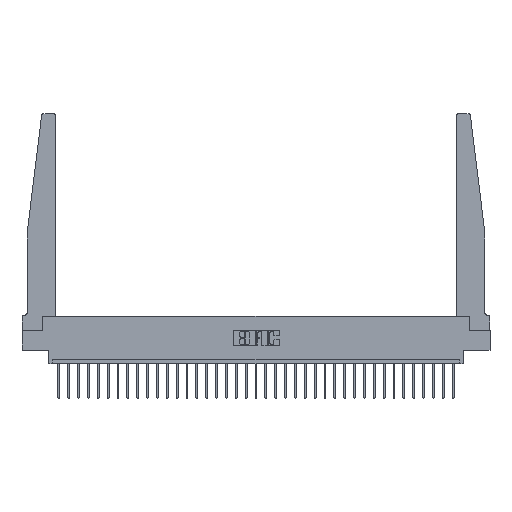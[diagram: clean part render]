
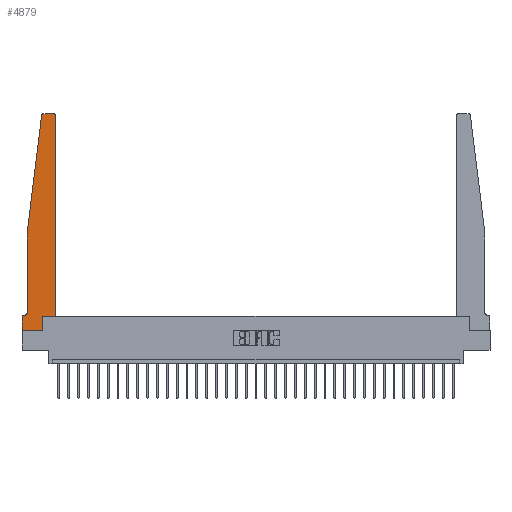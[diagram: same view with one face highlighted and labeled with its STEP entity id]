
A CAD part, top view. The second image highlights one B-rep face of the part: STEP entity #4879.
In plain terms, the highlighted planar face has unit normal (0, 0, 1).
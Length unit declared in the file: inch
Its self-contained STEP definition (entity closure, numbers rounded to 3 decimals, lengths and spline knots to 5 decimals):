
#114 = DIRECTION ( 'NONE',  ( 1., 0., 0. ) ) ;
#575 = EDGE_CURVE ( 'NONE', #30391, #24523, #20058, .T. ) ;
#1783 = CARTESIAN_POINT ( 'NONE',  ( 0.25, 2.75, 0.37 ) ) ;
#1964 = CARTESIAN_POINT ( 'NONE',  ( 0.015, 0.1875, 0.37 ) ) ;
#2485 = LINE ( 'NONE', #18914, #7275 ) ;
#2573 = DIRECTION ( 'NONE',  ( 1., 0., 0. ) ) ;
#3971 = VECTOR ( 'NONE', #24029, 39.37008 ) ;
#4266 = CARTESIAN_POINT ( 'NONE',  ( 0., 0.1875, 0.37 ) ) ;
#4879 = ADVANCED_FACE ( 'NONE', ( #6565 ), #25409, .T. ) ;
#5001 = DIRECTION ( 'NONE',  ( 0., -1., 0. ) ) ;
#5377 = EDGE_CURVE ( 'NONE', #19023, #22631, #19654, .T. ) ;
#5610 = DIRECTION ( 'NONE',  ( 1., 0., 0. ) ) ;
#5683 = CARTESIAN_POINT ( 'NONE',  ( 0.425, 0.18, 0.37 ) ) ;
#6363 = LINE ( 'NONE', #23009, #21975 ) ;
#6465 = AXIS2_PLACEMENT_3D ( 'NONE', #13288, #6550, #18629 ) ;
#6544 = VECTOR ( 'NONE', #5001, 39.37008 ) ;
#6550 = DIRECTION ( 'NONE',  ( 0., 0., -1. ) ) ;
#6565 = FACE_OUTER_BOUND ( 'NONE', #17882, .T. ) ;
#6886 = ORIENTED_EDGE ( 'NONE', *, *, #10393, .T. ) ;
#7131 = LINE ( 'NONE', #9623, #10553 ) ;
#7275 = VECTOR ( 'NONE', #114, 39.37008 ) ;
#7445 = CARTESIAN_POINT ( 'NONE',  ( 0.065, 1.25, 0.37 ) ) ;
#7471 = ORIENTED_EDGE ( 'NONE', *, *, #19584, .T. ) ;
#7703 = DIRECTION ( 'NONE',  ( 0., -1., 0. ) ) ;
#8249 = CARTESIAN_POINT ( 'NONE',  ( 0.395, 2.72, 0.37 ) ) ;
#8699 = DIRECTION ( 'NONE',  ( 0., 1., 0. ) ) ;
#8874 = CARTESIAN_POINT ( 'NONE',  ( 0.27653, 2.75, 0.37 ) ) ;
#9083 = CARTESIAN_POINT ( 'NONE',  ( 0., 0., 0.37 ) ) ;
#9287 = ORIENTED_EDGE ( 'NONE', *, *, #575, .T. ) ;
#9406 = EDGE_CURVE ( 'NONE', #19793, #29976, #22016, .T. ) ;
#9465 = CARTESIAN_POINT ( 'NONE',  ( 0.425, 0.18, 0.37 ) ) ;
#9623 = CARTESIAN_POINT ( 'NONE',  ( 0.065, 0.1875, 0.37 ) ) ;
#10393 = EDGE_CURVE ( 'NONE', #16846, #15390, #23165, .T. ) ;
#10473 = VERTEX_POINT ( 'NONE', #1964 ) ;
#10553 = VECTOR ( 'NONE', #23485, 39.37008 ) ;
#10580 = LINE ( 'NONE', #30155, #16431 ) ;
#10739 = EDGE_CURVE ( 'NONE', #24280, #12950, #24114, .T. ) ;
#10835 = ORIENTED_EDGE ( 'NONE', *, *, #14686, .T. ) ;
#11264 = DIRECTION ( 'NONE',  ( -1., 0., 0. ) ) ;
#11650 = ORIENTED_EDGE ( 'NONE', *, *, #21073, .T. ) ;
#11654 = AXIS2_PLACEMENT_3D ( 'NONE', #8249, #27067, #5610 ) ;
#11903 = EDGE_CURVE ( 'NONE', #22631, #16846, #13617, .T. ) ;
#11954 = CIRCLE ( 'NONE', #6465, 0.05 ) ;
#12950 = VERTEX_POINT ( 'NONE', #25424 ) ;
#13008 = VECTOR ( 'NONE', #22610, 39.37008 ) ;
#13288 = CARTESIAN_POINT ( 'NONE',  ( 0.015, 0.2375, 0.37 ) ) ;
#13325 = ORIENTED_EDGE ( 'NONE', *, *, #19610, .T. ) ;
#13358 = CARTESIAN_POINT ( 'NONE',  ( 0.2605, 0., 0.37 ) ) ;
#13617 = LINE ( 'NONE', #1783, #15631 ) ;
#14399 = CARTESIAN_POINT ( 'NONE',  ( 0.065, 1.25, 0.37 ) ) ;
#14686 = EDGE_CURVE ( 'NONE', #29976, #21340, #2485, .T. ) ;
#15390 = VERTEX_POINT ( 'NONE', #26029 ) ;
#15631 = VECTOR ( 'NONE', #11264, 39.37008 ) ;
#15814 = ORIENTED_EDGE ( 'NONE', *, *, #9406, .T. ) ;
#16431 = VECTOR ( 'NONE', #8699, 39.37008 ) ;
#16846 = VERTEX_POINT ( 'NONE', #8874 ) ;
#17386 = ORIENTED_EDGE ( 'NONE', *, *, #23787, .T. ) ;
#17695 = CARTESIAN_POINT ( 'NONE',  ( 0.425, 2.72, 0.37 ) ) ;
#17882 = EDGE_LOOP ( 'NONE', ( #20581, #6886, #17386, #19335, #23073, #11650, #15814, #10835, #13325, #9287, #7471, #27585 ) ) ;
#18629 = DIRECTION ( 'NONE',  ( -1., 0., 0. ) ) ;
#18840 = DIRECTION ( 'NONE',  ( 1., 0., 0. ) ) ;
#18914 = CARTESIAN_POINT ( 'NONE',  ( 0., 0., 0.37 ) ) ;
#19023 = VERTEX_POINT ( 'NONE', #17695 ) ;
#19335 = ORIENTED_EDGE ( 'NONE', *, *, #10739, .T. ) ;
#19584 = EDGE_CURVE ( 'NONE', #24523, #19023, #10580, .T. ) ;
#19610 = EDGE_CURVE ( 'NONE', #21340, #30391, #6363, .T. ) ;
#19654 = CIRCLE ( 'NONE', #11654, 0.03 ) ;
#19713 = CARTESIAN_POINT ( 'NONE',  ( 0.065, 1.25, 0.37 ) ) ;
#19793 = VERTEX_POINT ( 'NONE', #23332 ) ;
#20030 = CARTESIAN_POINT ( 'NONE',  ( 0.395, 2.75, 0.37 ) ) ;
#20058 = LINE ( 'NONE', #5683, #13008 ) ;
#20581 = ORIENTED_EDGE ( 'NONE', *, *, #11903, .T. ) ;
#20804 = DIRECTION ( 'NONE',  ( 0., 1., 0. ) ) ;
#21073 = EDGE_CURVE ( 'NONE', #10473, #19793, #7131, .T. ) ;
#21235 = DIRECTION ( 'NONE',  ( 0., 0., 1. ) ) ;
#21340 = VERTEX_POINT ( 'NONE', #13358 ) ;
#21703 = DIRECTION ( 'NONE',  ( 0., 0., 1. ) ) ;
#21975 = VECTOR ( 'NONE', #20804, 39.37008 ) ;
#22016 = LINE ( 'NONE', #29332, #25260 ) ;
#22610 = DIRECTION ( 'NONE',  ( 1., 0., 0. ) ) ;
#22631 = VERTEX_POINT ( 'NONE', #20030 ) ;
#23009 = CARTESIAN_POINT ( 'NONE',  ( 0.2605, 0.18, 0.37 ) ) ;
#23073 = ORIENTED_EDGE ( 'NONE', *, *, #26055, .T. ) ;
#23165 = CIRCLE ( 'NONE', #26665, 0.03 ) ;
#23248 = CARTESIAN_POINT ( 'NONE',  ( 0.2605, 0.18, 0.37 ) ) ;
#23332 = CARTESIAN_POINT ( 'NONE',  ( 0., 0.1875, 0.37 ) ) ;
#23485 = DIRECTION ( 'NONE',  ( -1., 0., 0. ) ) ;
#23787 = EDGE_CURVE ( 'NONE', #15390, #24280, #30858, .T. ) ;
#24029 = DIRECTION ( 'NONE',  ( -0.122, -0.992, 0. ) ) ;
#24114 = LINE ( 'NONE', #7445, #6544 ) ;
#24280 = VERTEX_POINT ( 'NONE', #19713 ) ;
#24523 = VERTEX_POINT ( 'NONE', #9465 ) ;
#25260 = VECTOR ( 'NONE', #7703, 39.37008 ) ;
#25409 = PLANE ( 'NONE',  #29850 ) ;
#25424 = CARTESIAN_POINT ( 'NONE',  ( 0.065, 0.2375, 0.37 ) ) ;
#26029 = CARTESIAN_POINT ( 'NONE',  ( 0.24675, 2.72367, 0.37 ) ) ;
#26055 = EDGE_CURVE ( 'NONE', #12950, #10473, #11954, .T. ) ;
#26665 = AXIS2_PLACEMENT_3D ( 'NONE', #30873, #21703, #2573 ) ;
#27067 = DIRECTION ( 'NONE',  ( 0., 0., 1. ) ) ;
#27585 = ORIENTED_EDGE ( 'NONE', *, *, #5377, .T. ) ;
#29332 = CARTESIAN_POINT ( 'NONE',  ( 0., 0., 0.37 ) ) ;
#29850 = AXIS2_PLACEMENT_3D ( 'NONE', #4266, #21235, #18840 ) ;
#29976 = VERTEX_POINT ( 'NONE', #9083 ) ;
#30155 = CARTESIAN_POINT ( 'NONE',  ( 0.425, 0.18, 0.37 ) ) ;
#30391 = VERTEX_POINT ( 'NONE', #23248 ) ;
#30858 = LINE ( 'NONE', #14399, #3971 ) ;
#30873 = CARTESIAN_POINT ( 'NONE',  ( 0.27653, 2.72, 0.37 ) ) ;
